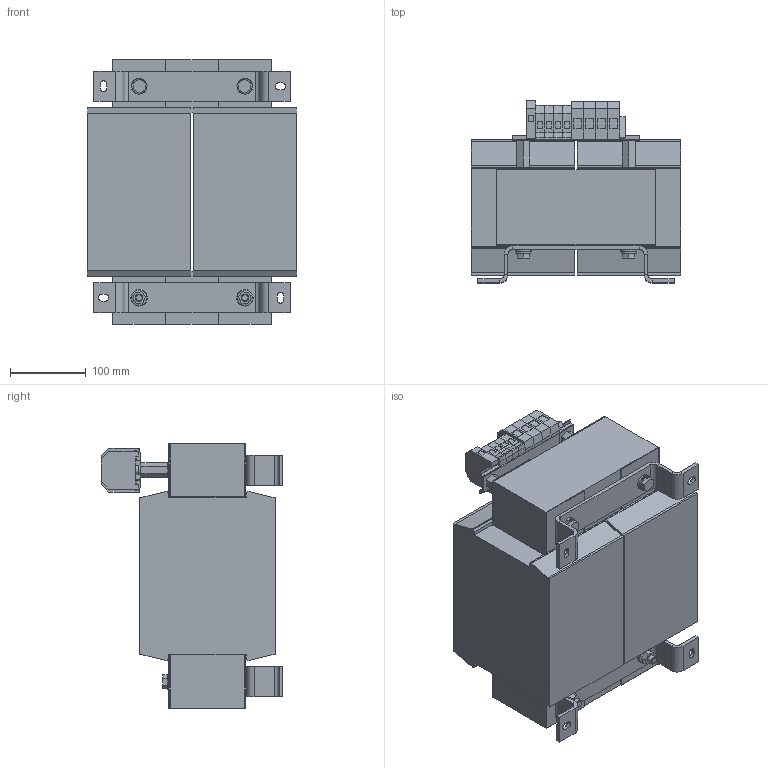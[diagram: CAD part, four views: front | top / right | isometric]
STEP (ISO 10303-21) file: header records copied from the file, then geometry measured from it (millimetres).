
FILE_DESCRIPTION (( 'STEP AP214' ), '1' );
FILE_NAME ('307214.STEP', '2020-12-03T09:08:14', ( '' ), ( '' ), 'SwSTEP 2.0', 'SolidWorks 2018', '' );
FILE_SCHEMA (( 'AUTOMOTIVE_DESIGN' ));
Length unit declared in the file: millimetre
Products named in the file (1): 307214
Bounding box: 277 x 240.8 x 350 mm (x, y, z)
Volume: 13939841.4 mm3; surface area: 610144.2 mm2
Topology: 1 solids, 1 shells, 692 faces, 1668 edges, 1028 vertices
Faces by surface type: plane 572, cylinder 108, cone 8, torus 4
Entity records: 19761 total; most frequent: CARTESIAN_POINT 3496, ORIENTED_EDGE 3336, DIRECTION 3272, EDGE_CURVE 1668, LINE 1416, VECTOR 1416, VERTEX_POINT 1028, AXIS2_PLACEMENT_3D 928
